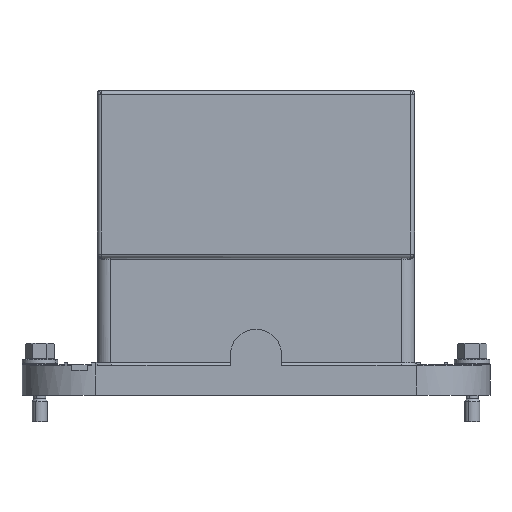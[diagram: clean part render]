
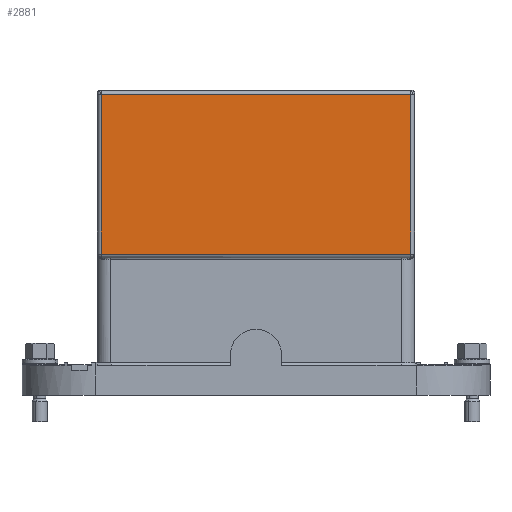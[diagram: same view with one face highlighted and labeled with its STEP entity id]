
A CAD part, left-side view. The second image highlights one B-rep face of the part: STEP entity #2881.
In plain terms, the highlighted planar face has unit normal (-1, 0, 0).
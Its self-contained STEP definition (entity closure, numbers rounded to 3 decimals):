
#2854=AXIS2_PLACEMENT_3D('Plane Axis2P3D',#2851,#2852,#2853) ;
#1516=CARTESIAN_POINT('Line Origine',(0.5,89.456,128.764)) ;
#1520=CARTESIAN_POINT('Vertex',(0.5,152.764,128.764)) ;
#1522=CARTESIAN_POINT('Vertex',(0.5,31.236,128.764)) ;
#2851=CARTESIAN_POINT('Axis2P3D Location',(0.5,92.,130.5)) ;
#2856=CARTESIAN_POINT('Line Origine',(0.5,92.,66.)) ;
#2860=CARTESIAN_POINT('Vertex',(0.5,152.764,66.)) ;
#2862=CARTESIAN_POINT('Vertex',(0.5,31.236,66.)) ;
#2865=CARTESIAN_POINT('Line Origine',(0.5,31.236,97.382)) ;
#2870=CARTESIAN_POINT('Line Origine',(0.5,152.764,97.382)) ;
#1517=DIRECTION('Vector Direction',(0.,-1.,0.)) ;
#2852=DIRECTION('Axis2P3D Direction',(-1.,0.,0.)) ;
#2853=DIRECTION('Axis2P3D XDirection',(0.,0.,-1.)) ;
#2857=DIRECTION('Vector Direction',(0.,-1.,0.)) ;
#2866=DIRECTION('Vector Direction',(0.,0.,-1.)) ;
#2871=DIRECTION('Vector Direction',(0.,0.,1.)) ;
#1518=VECTOR('Line Direction',#1517,1.) ;
#2858=VECTOR('Line Direction',#2857,1.) ;
#2867=VECTOR('Line Direction',#2866,1.) ;
#2872=VECTOR('Line Direction',#2871,1.) ;
#2876=ORIENTED_EDGE('',*,*,#2864,.T.) ;
#2877=ORIENTED_EDGE('',*,*,#2869,.F.) ;
#2878=ORIENTED_EDGE('',*,*,#1524,.F.) ;
#2879=ORIENTED_EDGE('',*,*,#2874,.F.) ;
#2881=ADVANCED_FACE('Hauptk\X2\00F6\X0\rper.1',(#2880),#2855,.T.) ;
#1524=EDGE_CURVE('',#1521,#1523,#1519,.T.) ;
#2864=EDGE_CURVE('',#2861,#2863,#2859,.T.) ;
#2869=EDGE_CURVE('',#1523,#2863,#2868,.T.) ;
#2874=EDGE_CURVE('',#2861,#1521,#2873,.T.) ;
#2875=EDGE_LOOP('',(#2876,#2877,#2878,#2879)) ;
#2880=FACE_OUTER_BOUND('',#2875,.T.) ;
#1519=LINE('Line',#1516,#1518) ;
#2859=LINE('Line',#2856,#2858) ;
#2868=LINE('Line',#2865,#2867) ;
#2873=LINE('Line',#2870,#2872) ;
#2855=PLANE('',#2854) ;
#1521=VERTEX_POINT('',#1520) ;
#1523=VERTEX_POINT('',#1522) ;
#2861=VERTEX_POINT('',#2860) ;
#2863=VERTEX_POINT('',#2862) ;
